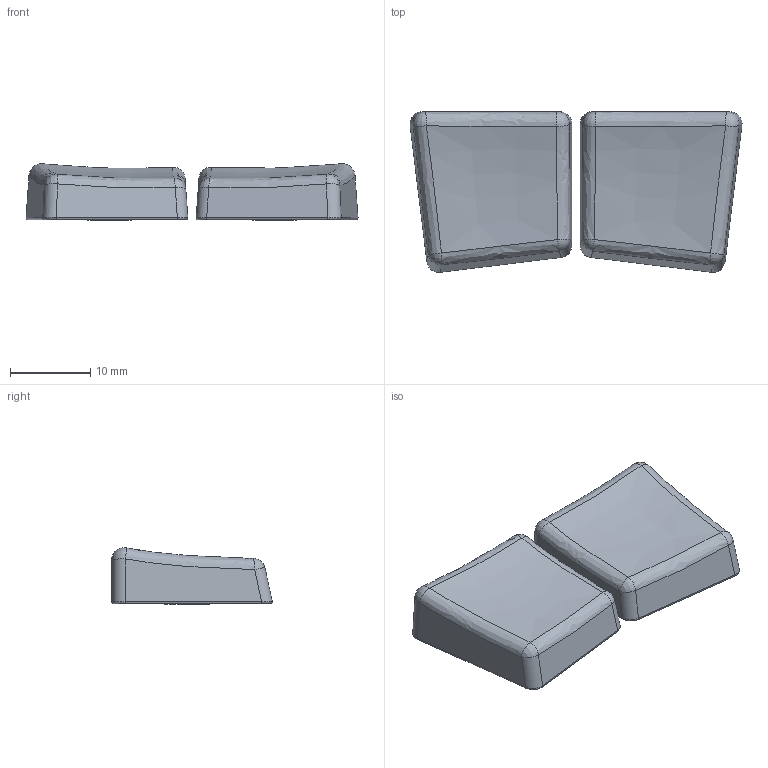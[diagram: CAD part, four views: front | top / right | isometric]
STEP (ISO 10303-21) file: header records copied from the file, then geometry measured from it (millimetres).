
FILE_DESCRIPTION(('Open CASCADE Model'),'2;1');
FILE_NAME('Open CASCADE Shape Model','2025-06-18T02:56:04',('Author'),( 'Open CASCADE'),'Open CASCADE STEP processor 7.8','build123d', 'Unknown');
FILE_SCHEMA(('AUTOMOTIVE_DESIGN { 1 0 10303 214 1 1 1 1 }'));
Length unit declared in the file: millimetre
Products named in the file (1): COMPOUND
Bounding box: 41.26 x 19.96 x 7.03 mm (x, y, z)
Volume: 2067.5 mm3; surface area: 2869.7 mm2
Topology: 4 solids, 4 shells, 142 faces, 330 edges, 190 vertices
Faces by surface type: cylinder 50, plane 48, bspline 34, sphere 8, torus 2
Full cylindrical faces by diameter (mm): 5.5 x2
Entity records: 14876 total; most frequent: CARTESIAN_POINT 8873, DIRECTION 958, ORIENTED_EDGE 644, PCURVE 644, DEFINITIONAL_REPRESENTATION 644, LINE 584, VECTOR 584, EDGE_CURVE 322
